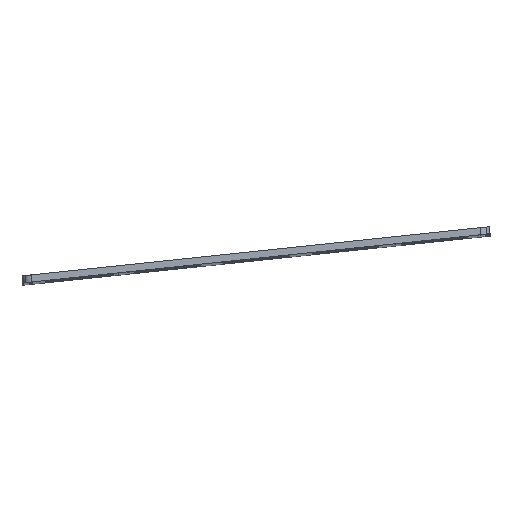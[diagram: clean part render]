
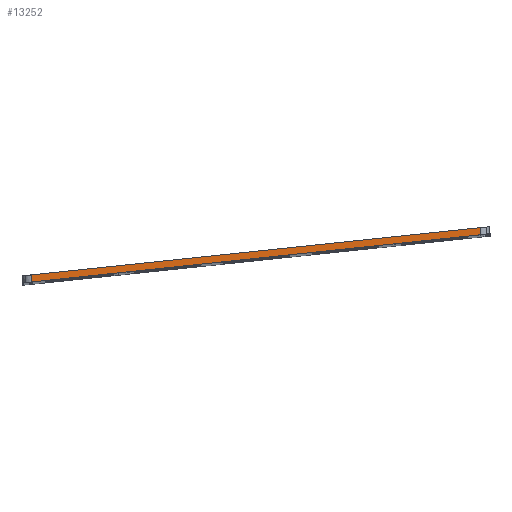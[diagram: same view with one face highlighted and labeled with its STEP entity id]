
A CAD part, top view. The second image highlights one B-rep face of the part: STEP entity #13252.
In plain terms, the highlighted planar face has unit normal (0, 0, 1).
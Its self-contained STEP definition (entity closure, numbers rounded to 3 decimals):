
#467=PLANE('',#14575);
#1089=FACE_OUTER_BOUND('',#1890,.T.);
#1890=EDGE_LOOP('',(#12127,#12128,#12129,#12130));
#2016=LINE('',#18786,#3305);
#2326=LINE('',#20031,#3615);
#3182=LINE('',#22338,#4471);
#3183=LINE('',#22340,#4472);
#3305=VECTOR('',#14857,96.002);
#3615=VECTOR('',#15799,96.002);
#4471=VECTOR('',#18387,1.5);
#4472=VECTOR('',#18390,1.5);
#5274=VERTEX_POINT('',#18783);
#5275=VERTEX_POINT('',#18785);
#5893=VERTEX_POINT('',#20028);
#5894=VERTEX_POINT('',#20030);
#6602=EDGE_CURVE('',#5275,#5274,#2016,.T.);
#7226=EDGE_CURVE('',#5894,#5893,#2326,.T.);
#8382=EDGE_CURVE('',#5274,#5894,#3182,.T.);
#8383=EDGE_CURVE('',#5893,#5275,#3183,.T.);
#12127=ORIENTED_EDGE('',*,*,#8382,.T.);
#12128=ORIENTED_EDGE('',*,*,#7226,.T.);
#12129=ORIENTED_EDGE('',*,*,#8383,.T.);
#12130=ORIENTED_EDGE('',*,*,#6602,.T.);
#13252=ADVANCED_FACE('',(#1089),#467,.T.);
#14575=AXIS2_PLACEMENT_3D('',#22339,#18388,#18389);
#14857=DIRECTION('',(-0.995,-0.105,0.));
#15799=DIRECTION('',(0.995,0.105,0.));
#18387=DIRECTION('',(0.104,-0.995,0.));
#18388=DIRECTION('center_axis',(0.,0.,1.));
#18389=DIRECTION('ref_axis',(1.,0.,0.));
#18390=DIRECTION('',(-0.105,0.995,0.));
#18783=CARTESIAN_POINT('',(5.802,10.571,291.6));
#18785=CARTESIAN_POINT('',(101.278,20.606,291.6));
#18786=CARTESIAN_POINT('',(101.278,20.606,291.6));
#20028=CARTESIAN_POINT('',(101.435,19.114,291.6));
#20030=CARTESIAN_POINT('',(5.958,9.079,291.6));
#20031=CARTESIAN_POINT('',(5.958,9.079,291.6));
#22338=CARTESIAN_POINT('',(5.802,10.571,291.6));
#22339=CARTESIAN_POINT('Origin',(53.618,14.843,291.6));
#22340=CARTESIAN_POINT('',(101.435,19.114,291.6));
